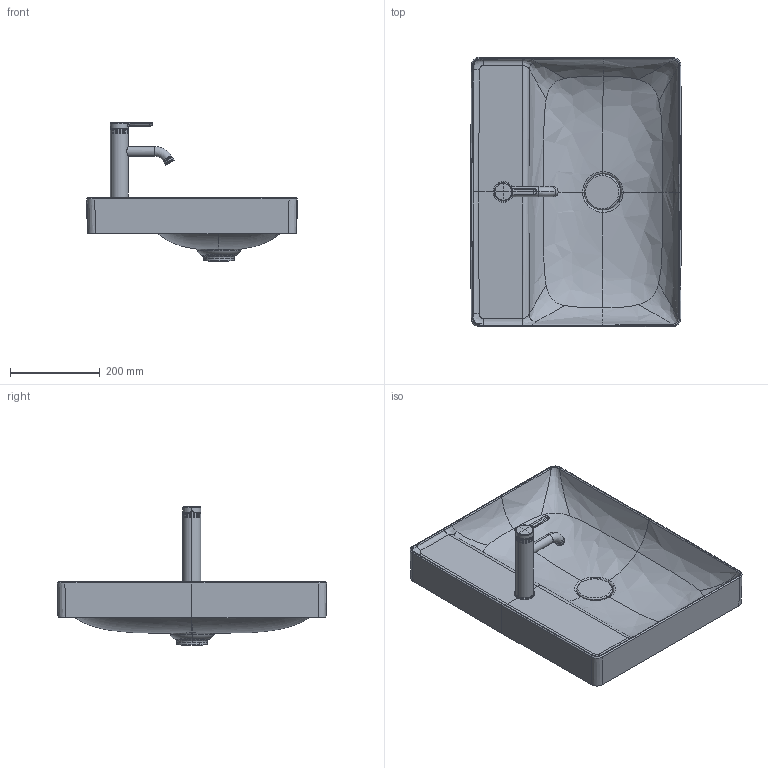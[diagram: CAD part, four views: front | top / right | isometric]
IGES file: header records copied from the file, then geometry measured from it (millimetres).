
Global section: file name: No Iges File Name specified; native system: Autodesk Inventor 2011; preprocessor: AutoDesk Inventor Iges Exporter R2011; author: Administrator; date: 20170622.201956; units: millimetre
Bounding box: 469.9 x 600.3 x 309.02 mm (x, y, z)
Volume: 7132341.7 mm3; surface area: 947719.6 mm2
Topology: 8 solids, 11 shells, 404 faces, 993 edges, 617 vertices
Faces by surface type: bspline 168, plane 85, revolution 73, cylinder 46, torus 21, cone 10, sphere 1
